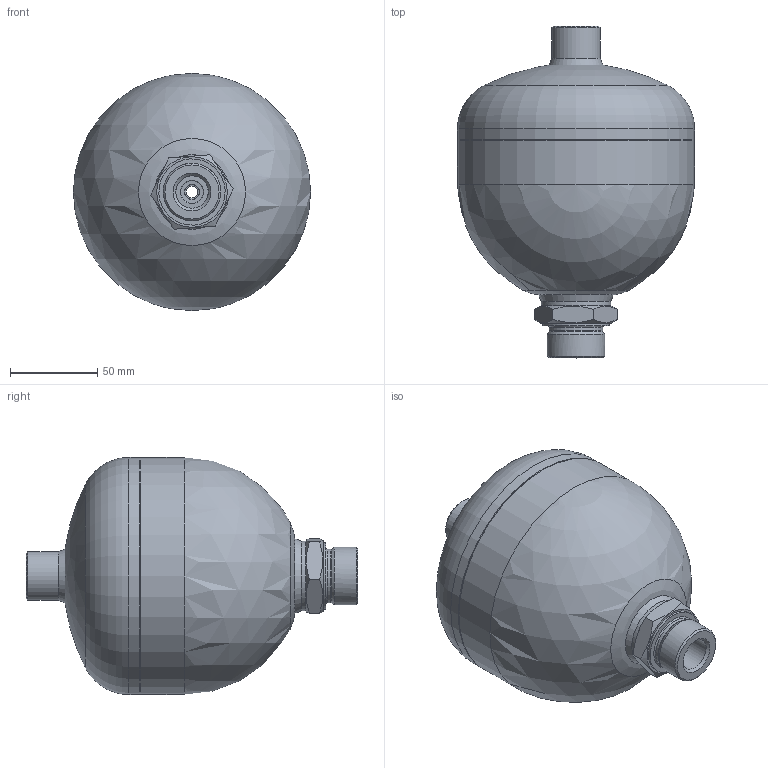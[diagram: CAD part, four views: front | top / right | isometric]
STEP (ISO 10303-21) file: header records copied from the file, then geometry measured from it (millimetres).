
FILE_DESCRIPTION((''),'2;1');
FILE_NAME('02205-01039.stp','2018-08-22T07:37:58',('M.Michel'),(''),'Autodesk Inventor 2010','Autodesk Inventor 2010','');
FILE_SCHEMA(('AUTOMOTIVE_DESIGN { 1 0 10303 214 1 1 1 1 }'));
Length unit declared in the file: millimetre
Products named in the file (7): 02205-01039; Welds_1; 42205-00489; 42205-00490; 42105-00183; 42202-00281; 42205-00607
Assembly tree (6 placements, depth 2):
  02205-01039
    Welds_1
    42205-00489
    42205-00490
    42105-00183
    42202-00281
    42205-00607
Bounding box: 136 x 190.37 x 136 mm (x, y, z)
Volume: 461959.6 mm3; surface area: 156167.2 mm2
Topology: 8 solids, 8 shells, 98 faces, 206 edges, 121 vertices
Faces by surface type: cone 28, bspline 21, cylinder 20, plane 19, torus 8, sphere 2
Full cylindrical faces by diameter (mm): 28 x1, 30.7 x1, 33 x1, 38 x1, 40 x1, 109.5 x1, 112.5 x1, 116.5 x1, 118 x1, 121.4 x1, 122 x4, 122.2 x1, 122.25 x1, 123.6 x1, 136 x3
Entity records: 2802 total; most frequent: CARTESIAN_POINT 927, DIRECTION 376, ORIENTED_EDGE 226, EDGE_LOOP 190, AXIS2_PLACEMENT_3D 185, EDGE_CURVE 113, VERTEX_POINT 107, FACE_OUTER_BOUND 98
